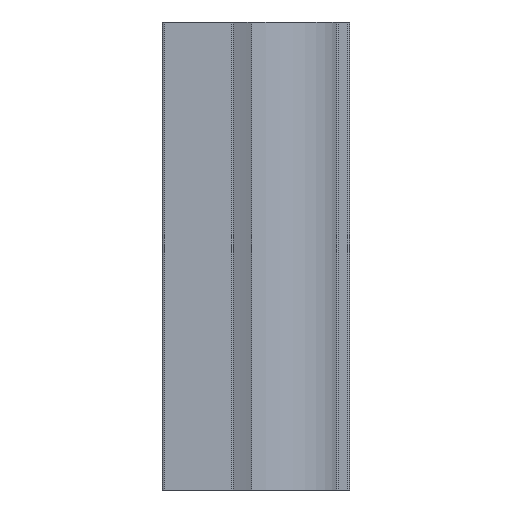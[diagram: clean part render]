
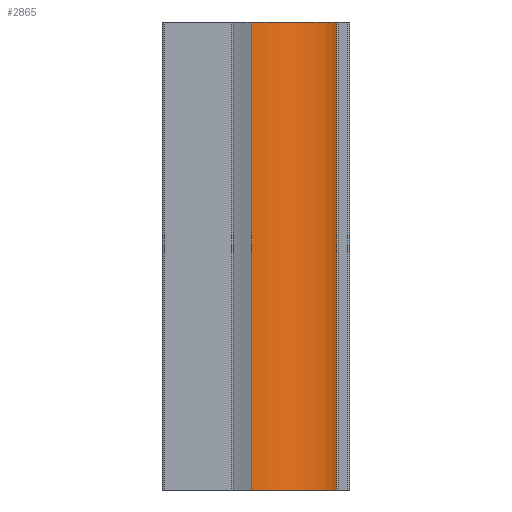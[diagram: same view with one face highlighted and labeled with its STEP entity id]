
A CAD part, left-side view. The second image highlights one B-rep face of the part: STEP entity #2865.
In plain terms, the highlighted cylindrical face has radius 10 mm (diameter 20 mm), a partial arc.
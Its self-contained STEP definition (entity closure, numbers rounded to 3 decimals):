
#82=CYLINDRICAL_SURFACE('',#3129,10.);
#229=LINE('',#4721,#461);
#230=LINE('',#4727,#462);
#461=VECTOR('',#3662,1000.);
#462=VECTOR('',#3669,1000.);
#808=ORIENTED_EDGE('',*,*,#1568,.F.);
#809=ORIENTED_EDGE('',*,*,#1567,.F.);
#810=ORIENTED_EDGE('',*,*,#1569,.T.);
#811=ORIENTED_EDGE('',*,*,#1570,.T.);
#1567=EDGE_CURVE('',#1933,#1932,#229,.T.);
#1568=EDGE_CURVE('',#1932,#1934,#2146,.T.);
#1569=EDGE_CURVE('',#1933,#1935,#2147,.T.);
#1570=EDGE_CURVE('',#1935,#1934,#230,.T.);
#1932=VERTEX_POINT('',#4718);
#1933=VERTEX_POINT('',#4720);
#1934=VERTEX_POINT('',#4724);
#1935=VERTEX_POINT('',#4726);
#2146=CIRCLE('',#3130,10.);
#2147=CIRCLE('',#3131,10.);
#2285=EDGE_LOOP('',(#808,#809,#810,#811));
#2545=FACE_BOUND('',#2285,.T.);
#2865=ADVANCED_FACE('',(#2545),#82,.T.);
#3129=AXIS2_PLACEMENT_3D('',#4722,#3663,#3664);
#3130=AXIS2_PLACEMENT_3D('',#4723,#3665,#3666);
#3131=AXIS2_PLACEMENT_3D('',#4725,#3667,#3668);
#3662=DIRECTION('',(0.,0.,1.));
#3663=DIRECTION('',(0.,0.,1.));
#3664=DIRECTION('',(1.,0.,0.));
#3665=DIRECTION('',(0.,0.,1.));
#3666=DIRECTION('',(1.,0.,0.));
#3667=DIRECTION('',(0.,0.,1.));
#3668=DIRECTION('',(1.,0.,0.));
#3669=DIRECTION('',(0.,0.,1.));
#4718=CARTESIAN_POINT('',(22.747,1.357,0.));
#4720=CARTESIAN_POINT('',(22.747,1.357,-50.));
#4721=CARTESIAN_POINT('',(22.747,1.357,-50.));
#4722=CARTESIAN_POINT('',(20.1,11.,-50.));
#4723=CARTESIAN_POINT('',(20.1,11.,0.));
#4724=CARTESIAN_POINT('',(30.086,10.48,0.));
#4725=CARTESIAN_POINT('',(20.1,11.,-50.));
#4726=CARTESIAN_POINT('',(30.086,10.48,-50.));
#4727=CARTESIAN_POINT('',(30.086,10.48,-50.));
